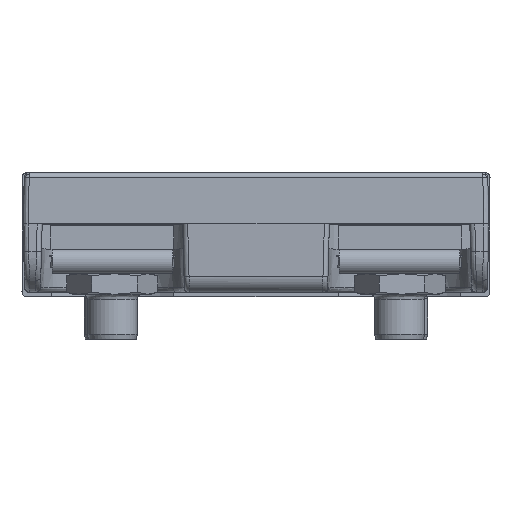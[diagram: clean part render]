
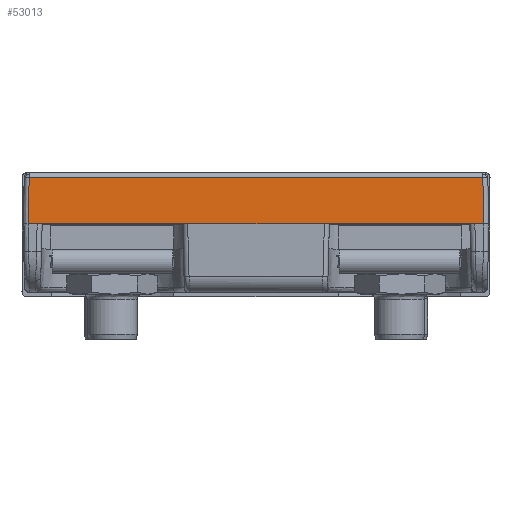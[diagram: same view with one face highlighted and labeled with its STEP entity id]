
A CAD part, left-side view. The second image highlights one B-rep face of the part: STEP entity #53013.
In plain terms, the highlighted planar face has unit normal (-1, 0, 0.026).
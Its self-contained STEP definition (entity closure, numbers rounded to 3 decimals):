
#783 = CARTESIAN_POINT ( 'NONE',  ( -4.491, -80.106, -62.631 ) ) ;
#8222 = EDGE_CURVE ( 'NONE', #45031, #71025, #74988, .T. ) ;
#8323 = LINE ( 'NONE', #59282, #34605 ) ;
#11566 = CARTESIAN_POINT ( 'NONE',  ( -4.491, -97.073, -62.631 ) ) ;
#11910 = CARTESIAN_POINT ( 'NONE',  ( -4.399, -97.073, -59.116 ) ) ;
#11917 = CARTESIAN_POINT ( 'NONE',  ( -4.491, -97.073, -62.631 ) ) ;
#14889 = CARTESIAN_POINT ( 'NONE',  ( -4.399, -79.852, -59.116 ) ) ;
#15933 = VECTOR ( 'NONE', #23955, 1000. ) ;
#17077 = DIRECTION ( 'NONE',  ( 0., 1., 0. ) ) ;
#17179 = ORIENTED_EDGE ( 'NONE', *, *, #8222, .F. ) ;
#17513 = LINE ( 'NONE', #45306, #61543 ) ;
#17967 = VECTOR ( 'NONE', #22926, 1000. ) ;
#18731 = CARTESIAN_POINT ( 'NONE',  ( -4.491, -114.386, -62.631 ) ) ;
#19746 = LINE ( 'NONE', #783, #36611 ) ;
#20085 = VERTEX_POINT ( 'NONE', #14889 ) ;
#20291 = EDGE_CURVE ( 'NONE', #69291, #70794, #17513, .T. ) ;
#21956 = CARTESIAN_POINT ( 'NONE',  ( -4.491, -102.263, -62.631 ) ) ;
#22608 = LINE ( 'NONE', #11910, #17967 ) ;
#22926 = DIRECTION ( 'NONE',  ( 0., 1., 0. ) ) ;
#23473 = ORIENTED_EDGE ( 'NONE', *, *, #35368, .F. ) ;
#23955 = DIRECTION ( 'NONE',  ( -0.026, -0.026, -0.999 ) ) ;
#24228 = DIRECTION ( 'NONE',  ( 0., 1., 0. ) ) ;
#28770 = LINE ( 'NONE', #11917, #43753 ) ;
#29927 = CARTESIAN_POINT ( 'NONE',  ( -4.399, -79.852, -59.116 ) ) ;
#29954 = VECTOR ( 'NONE', #70977, 1000. ) ;
#34237 = VERTEX_POINT ( 'NONE', #21956 ) ;
#34605 = VECTOR ( 'NONE', #73065, 1000. ) ;
#35368 = EDGE_CURVE ( 'NONE', #34237, #69291, #41499, .T. ) ;
#35627 = LINE ( 'NONE', #29927, #29954 ) ;
#35820 = CARTESIAN_POINT ( 'NONE',  ( -4.399, -114.386, -59.116 ) ) ;
#36611 = VECTOR ( 'NONE', #55060, 1000. ) ;
#36617 = EDGE_CURVE ( 'NONE', #72127, #70794, #19746, .T. ) ;
#37866 = EDGE_LOOP ( 'NONE', ( #55276, #23473, #61154, #45280, #17179, #70811, #60525, #73925 ) ) ;
#40039 = CARTESIAN_POINT ( 'NONE',  ( -4.399, -114.294, -59.116 ) ) ;
#40467 = CARTESIAN_POINT ( 'NONE',  ( -4.491, -91.883, -62.631 ) ) ;
#41499 = LINE ( 'NONE', #11566, #77044 ) ;
#43231 = VERTEX_POINT ( 'NONE', #52826 ) ;
#43753 = VECTOR ( 'NONE', #24228, 1000. ) ;
#45031 = VERTEX_POINT ( 'NONE', #40039 ) ;
#45280 = ORIENTED_EDGE ( 'NONE', *, *, #53970, .F. ) ;
#45306 = CARTESIAN_POINT ( 'NONE',  ( -4.491, -97.073, -62.631 ) ) ;
#46098 = EDGE_CURVE ( 'NONE', #72127, #20085, #35627, .T. ) ;
#46611 = CARTESIAN_POINT ( 'NONE',  ( -4.491, -79.76, -62.631 ) ) ;
#50156 = EDGE_CURVE ( 'NONE', #45031, #20085, #22608, .T. ) ;
#52826 = CARTESIAN_POINT ( 'NONE',  ( -4.491, -113.692, -62.631 ) ) ;
#53013 = ADVANCED_FACE ( 'NONE', ( #60134 ), #65864, .F. ) ;
#53970 = EDGE_CURVE ( 'NONE', #71025, #43231, #8323, .T. ) ;
#54137 = CARTESIAN_POINT ( 'NONE',  ( -4.491, -114.386, -62.631 ) ) ;
#55060 = DIRECTION ( 'NONE',  ( 0., -1., 0. ) ) ;
#55276 = ORIENTED_EDGE ( 'NONE', *, *, #20291, .F. ) ;
#57475 = EDGE_CURVE ( 'NONE', #43231, #34237, #28770, .T. ) ;
#59282 = CARTESIAN_POINT ( 'NONE',  ( -4.491, -114.039, -62.631 ) ) ;
#59601 = CARTESIAN_POINT ( 'NONE',  ( -4.491, -80.453, -62.631 ) ) ;
#60134 = FACE_OUTER_BOUND ( 'NONE', #37866, .T. ) ;
#60525 = ORIENTED_EDGE ( 'NONE', *, *, #46098, .F. ) ;
#61154 = ORIENTED_EDGE ( 'NONE', *, *, #57475, .F. ) ;
#61543 = VECTOR ( 'NONE', #68263, 1000. ) ;
#65349 = DIRECTION ( 'NONE',  ( -0.026, 0., -1. ) ) ;
#65605 = DIRECTION ( 'NONE',  ( 1., 0., -0.026 ) ) ;
#65864 = PLANE ( 'NONE',  #67977 ) ;
#67977 = AXIS2_PLACEMENT_3D ( 'NONE', #35820, #65605, #65349 ) ;
#68263 = DIRECTION ( 'NONE',  ( 0., 1., 0. ) ) ;
#69291 = VERTEX_POINT ( 'NONE', #40467 ) ;
#70794 = VERTEX_POINT ( 'NONE', #59601 ) ;
#70811 = ORIENTED_EDGE ( 'NONE', *, *, #50156, .T. ) ;
#70977 = DIRECTION ( 'NONE',  ( 0.026, -0.026, 0.999 ) ) ;
#71025 = VERTEX_POINT ( 'NONE', #18731 ) ;
#72127 = VERTEX_POINT ( 'NONE', #46611 ) ;
#73065 = DIRECTION ( 'NONE',  ( 0., 1., 0. ) ) ;
#73925 = ORIENTED_EDGE ( 'NONE', *, *, #36617, .T. ) ;
#74988 = LINE ( 'NONE', #54137, #15933 ) ;
#77044 = VECTOR ( 'NONE', #17077, 1000. ) ;
